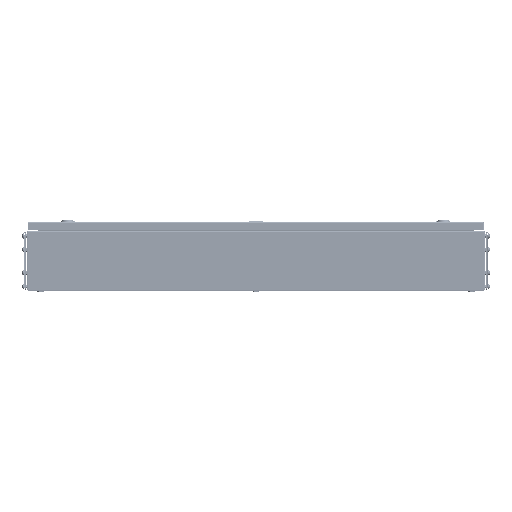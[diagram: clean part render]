
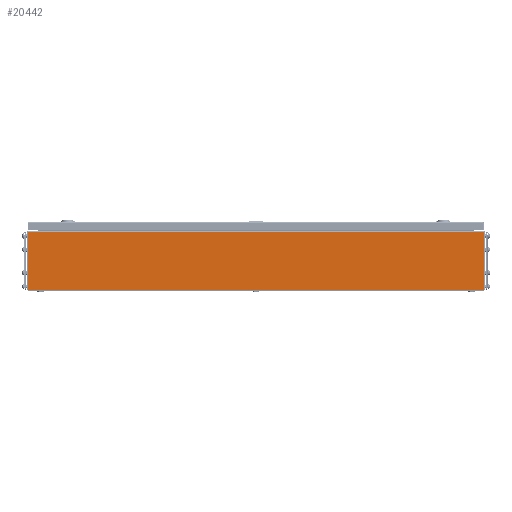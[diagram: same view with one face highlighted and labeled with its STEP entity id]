
A CAD part, left-side view. The second image highlights one B-rep face of the part: STEP entity #20442.
In plain terms, the highlighted planar face has unit normal (-1, 0, 0).
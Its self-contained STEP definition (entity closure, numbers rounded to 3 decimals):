
#21 = ORIENTED_EDGE ( 'NONE', *, *, #51281, .T. ) ;
#2184 = DIRECTION ( 'NONE',  ( 0., 1., 0. ) ) ;
#4273 = DIRECTION ( 'NONE',  ( 0., 0., -1. ) ) ;
#5279 = EDGE_CURVE ( 'NONE', #48510, #15437, #75259, .T. ) ;
#5335 = CARTESIAN_POINT ( 'NONE',  ( -250., 495.5, 1. ) ) ;
#5557 = VECTOR ( 'NONE', #75608, 1000. ) ;
#15437 = VERTEX_POINT ( 'NONE', #5335 ) ;
#20442 = ADVANCED_FACE ( 'NONE', ( #28933 ), #82137, .F. ) ;
#21894 = CARTESIAN_POINT ( 'NONE',  ( -250., 0., 0. ) ) ;
#23294 = LINE ( 'NONE', #70331, #73884 ) ;
#28933 = FACE_OUTER_BOUND ( 'NONE', #45091, .T. ) ;
#29016 = LINE ( 'NONE', #68566, #5557 ) ;
#29147 = LINE ( 'NONE', #43175, #36855 ) ;
#35240 = DIRECTION ( 'NONE',  ( 0., 1., 0. ) ) ;
#36855 = VECTOR ( 'NONE', #70008, 1000. ) ;
#41946 = ORIENTED_EDGE ( 'NONE', *, *, #74513, .T. ) ;
#43175 = CARTESIAN_POINT ( 'NONE',  ( -250., -495.5, 0. ) ) ;
#45014 = EDGE_CURVE ( 'NONE', #55505, #15437, #29016, .T. ) ;
#45091 = EDGE_LOOP ( 'NONE', ( #41946, #81195, #55479, #21 ) ) ;
#47073 = CARTESIAN_POINT ( 'NONE',  ( -250., -495.5, 1. ) ) ;
#48510 = VERTEX_POINT ( 'NONE', #47073 ) ;
#50163 = CARTESIAN_POINT ( 'NONE',  ( -250., 495.5, 1. ) ) ;
#51281 = EDGE_CURVE ( 'NONE', #48510, #65323, #29147, .T. ) ;
#54446 = CARTESIAN_POINT ( 'NONE',  ( -250., 495.5, 127.5 ) ) ;
#55479 = ORIENTED_EDGE ( 'NONE', *, *, #5279, .F. ) ;
#55505 = VERTEX_POINT ( 'NONE', #54446 ) ;
#64930 = DIRECTION ( 'NONE',  ( 1., 0., 0. ) ) ;
#65323 = VERTEX_POINT ( 'NONE', #74719 ) ;
#68566 = CARTESIAN_POINT ( 'NONE',  ( -250., 495.5, 0. ) ) ;
#70008 = DIRECTION ( 'NONE',  ( 0., 0., 1. ) ) ;
#70331 = CARTESIAN_POINT ( 'NONE',  ( -250., -495.5, 127.5 ) ) ;
#71851 = VECTOR ( 'NONE', #35240, 1000. ) ;
#73884 = VECTOR ( 'NONE', #2184, 1000. ) ;
#74513 = EDGE_CURVE ( 'NONE', #65323, #55505, #23294, .T. ) ;
#74719 = CARTESIAN_POINT ( 'NONE',  ( -250., -495.5, 127.5 ) ) ;
#75259 = LINE ( 'NONE', #50163, #71851 ) ;
#75608 = DIRECTION ( 'NONE',  ( 0., 0., -1. ) ) ;
#81195 = ORIENTED_EDGE ( 'NONE', *, *, #45014, .T. ) ;
#82137 = PLANE ( 'NONE',  #85041 ) ;
#85041 = AXIS2_PLACEMENT_3D ( 'NONE', #21894, #64930, #4273 ) ;
